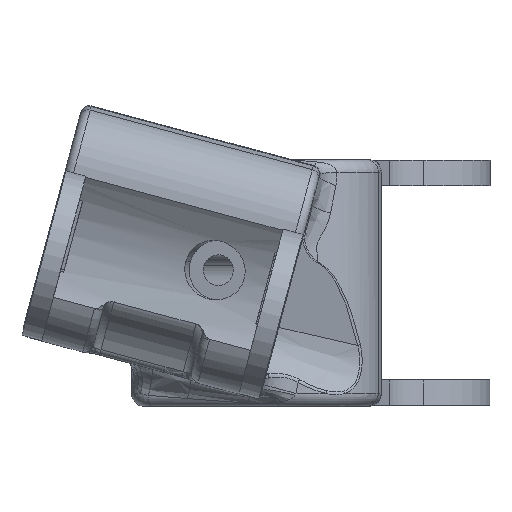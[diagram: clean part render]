
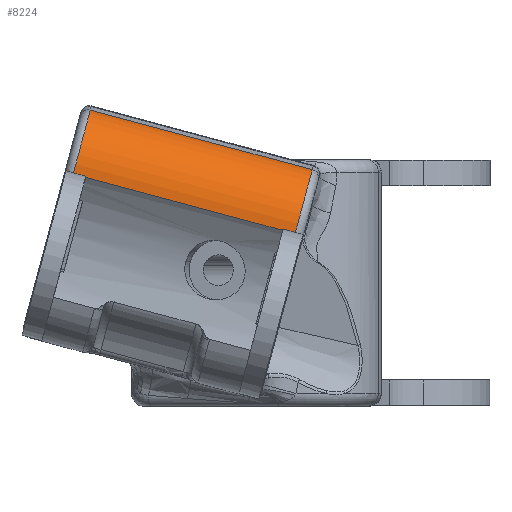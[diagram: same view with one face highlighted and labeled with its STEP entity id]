
A CAD part, left-side view. The second image highlights one B-rep face of the part: STEP entity #8224.
In plain terms, the highlighted cylindrical face has radius 3.75 mm (diameter 7.5 mm), a partial arc.
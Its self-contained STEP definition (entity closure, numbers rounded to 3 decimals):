
#54 = VECTOR ( 'NONE', #7402, 1000. ) ;
#628 = EDGE_LOOP ( 'NONE', ( #7400, #1739, #1855, #3298 ) ) ;
#688 = VECTOR ( 'NONE', #3978, 1000. ) ;
#850 = CARTESIAN_POINT ( 'NONE',  ( -3.25, 0.25, 6.75 ) ) ;
#879 = CARTESIAN_POINT ( 'NONE',  ( -3.707, -3.472, -6.75 ) ) ;
#972 = CARTESIAN_POINT ( 'NONE',  ( -3.707, -3.472, 3.428 ) ) ;
#1739 = ORIENTED_EDGE ( 'NONE', *, *, #5252, .T. ) ;
#1787 = EDGE_CURVE ( 'NONE', #7669, #2297, #9111, .T. ) ;
#1825 = CARTESIAN_POINT ( 'NONE',  ( -3.25, 0.25, -23.132 ) ) ;
#1855 = ORIENTED_EDGE ( 'NONE', *, *, #7878, .F. ) ;
#2146 = CARTESIAN_POINT ( 'NONE',  ( -3.707, -3.472, 6.75 ) ) ;
#2297 = VERTEX_POINT ( 'NONE', #879 ) ;
#2406 = AXIS2_PLACEMENT_3D ( 'NONE', #2668, #3339, #2770 ) ;
#2469 = DIRECTION ( 'NONE',  ( 1., 0., 0. ) ) ;
#2668 = CARTESIAN_POINT ( 'NONE',  ( -3.25, 0.25, -6.75 ) ) ;
#2770 = DIRECTION ( 'NONE',  ( 1., 0., 0. ) ) ;
#2930 = CARTESIAN_POINT ( 'NONE',  ( -7., 0.25, 6.75 ) ) ;
#3298 = ORIENTED_EDGE ( 'NONE', *, *, #3349, .T. ) ;
#3339 = DIRECTION ( 'NONE',  ( 0., 0., 1. ) ) ;
#3349 = EDGE_CURVE ( 'NONE', #7396, #2297, #5791, .T. ) ;
#3350 = AXIS2_PLACEMENT_3D ( 'NONE', #850, #5296, #2469 ) ;
#3978 = DIRECTION ( 'NONE',  ( 0., 0., -1. ) ) ;
#4619 = DIRECTION ( 'NONE',  ( 0., 0., 1. ) ) ;
#5126 = VERTEX_POINT ( 'NONE', #2930 ) ;
#5252 = EDGE_CURVE ( 'NONE', #7669, #5126, #7997, .T. ) ;
#5296 = DIRECTION ( 'NONE',  ( 0., 0., -1. ) ) ;
#5490 = FACE_OUTER_BOUND ( 'NONE', #628, .T. ) ;
#5791 = CIRCLE ( 'NONE', #2406, 3.75 ) ;
#6512 = CARTESIAN_POINT ( 'NONE',  ( -7., 0.25, -23.132 ) ) ;
#7396 = VERTEX_POINT ( 'NONE', #7929 ) ;
#7400 = ORIENTED_EDGE ( 'NONE', *, *, #1787, .F. ) ;
#7402 = DIRECTION ( 'NONE',  ( 0., 0., 1. ) ) ;
#7605 = DIRECTION ( 'NONE',  ( 1., 0., 0. ) ) ;
#7669 = VERTEX_POINT ( 'NONE', #2146 ) ;
#7878 = EDGE_CURVE ( 'NONE', #7396, #5126, #8698, .T. ) ;
#7929 = CARTESIAN_POINT ( 'NONE',  ( -7., 0.25, -6.75 ) ) ;
#7997 = CIRCLE ( 'NONE', #3350, 3.75 ) ;
#8224 = ADVANCED_FACE ( 'NONE', ( #5490 ), #8468, .T. ) ;
#8468 = CYLINDRICAL_SURFACE ( 'NONE', #9352, 3.75 ) ;
#8698 = LINE ( 'NONE', #6512, #54 ) ;
#9111 = LINE ( 'NONE', #972, #688 ) ;
#9352 = AXIS2_PLACEMENT_3D ( 'NONE', #1825, #4619, #7605 ) ;
